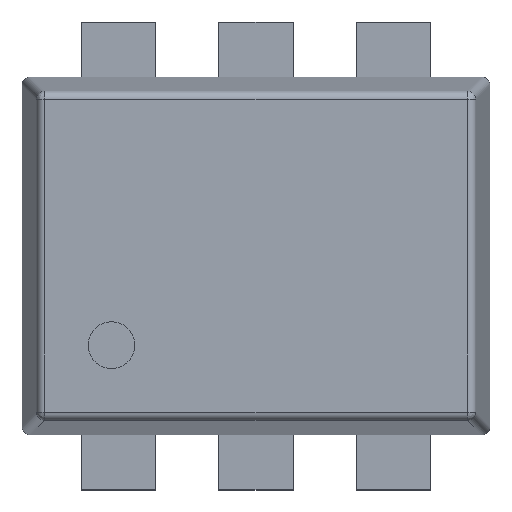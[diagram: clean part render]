
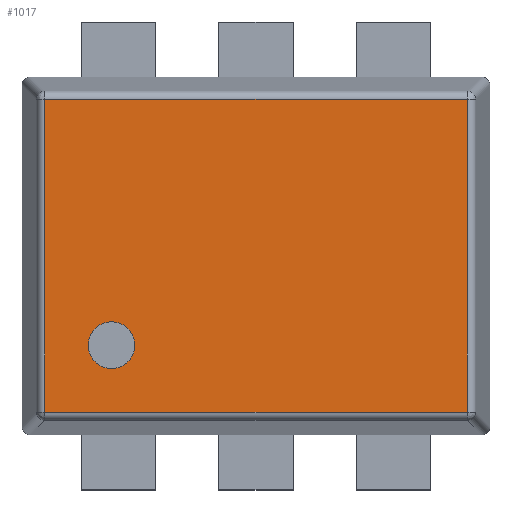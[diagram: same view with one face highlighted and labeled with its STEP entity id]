
A CAD part, top view. The second image highlights one B-rep face of the part: STEP entity #1017.
In plain terms, the highlighted planar face has unit normal (0, 0, 1).
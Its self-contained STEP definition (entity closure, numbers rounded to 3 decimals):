
#1017=ADVANCED_FACE('',(#1702,#1704),#1706,.T.);
#1702=FACE_BOUND('',#1703,.T.);
#1703=EDGE_LOOP('',(#2196,#2197,#2198,#2199));
#1704=FACE_BOUND('',#1705,.T.);
#1705=EDGE_LOOP('',(#2200));
#1706=PLANE('',#1707);
#1707=AXIS2_PLACEMENT_3D('',#1708,#1709,#1710);
#1708=CARTESIAN_POINT('',(0.,0.,0.6));
#1709=DIRECTION('',(0.,0.,1.));
#1710=DIRECTION('',(1.,0.,0.));
#2196=ORIENTED_EDGE('',*,*,#2398,.T.);
#2197=ORIENTED_EDGE('',*,*,#2437,.T.);
#2198=ORIENTED_EDGE('',*,*,#2413,.T.);
#2199=ORIENTED_EDGE('',*,*,#2438,.T.);
#2200=ORIENTED_EDGE('',*,*,#2439,.F.);
#2398=EDGE_CURVE('',#2746,#2744,#2747,.T.);
#2413=EDGE_CURVE('',#2769,#2767,#2770,.T.);
#2437=EDGE_CURVE('',#2744,#2769,#2802,.T.);
#2438=EDGE_CURVE('',#2767,#2746,#2803,.T.);
#2439=EDGE_CURVE('',#2804,#2804,#2805,.T.);
#2744=VERTEX_POINT('',#3324);
#2746=VERTEX_POINT('',#3329);
#2747=LINE('',#3330,#3331);
#2767=VERTEX_POINT('',#3387);
#2769=VERTEX_POINT('',#3392);
#2770=LINE('',#3393,#3394);
#2802=LINE('',#3482,#3483);
#2803=LINE('',#3485,#3486);
#2804=VERTEX_POINT('',#3488);
#2805=CIRCLE('',#3489,0.085);
#3324=CARTESIAN_POINT('',(-0.768,0.568,0.6));
#3329=CARTESIAN_POINT('',(0.768,0.568,0.6));
#3330=CARTESIAN_POINT('',(0.768,0.568,0.6));
#3331=VECTOR('',#3332,1.);
#3332=DIRECTION('',(-1.,0.,0.));
#3387=CARTESIAN_POINT('',(0.768,-0.568,0.6));
#3392=CARTESIAN_POINT('',(-0.768,-0.568,0.6));
#3393=CARTESIAN_POINT('',(-0.768,-0.568,0.6));
#3394=VECTOR('',#3395,1.);
#3395=DIRECTION('',(1.,0.,0.));
#3482=CARTESIAN_POINT('',(-0.768,0.568,0.6));
#3483=VECTOR('',#3484,1.);
#3484=DIRECTION('',(0.,-1.,0.));
#3485=CARTESIAN_POINT('',(0.768,-0.568,0.6));
#3486=VECTOR('',#3487,1.);
#3487=DIRECTION('',(0.,1.,0.));
#3488=CARTESIAN_POINT('',(-0.44,-0.325,0.6));
#3489=AXIS2_PLACEMENT_3D('',#3490,#3491,#3492);
#3490=CARTESIAN_POINT('',(-0.525,-0.325,0.6));
#3491=DIRECTION('',(0.,0.,1.));
#3492=DIRECTION('',(1.,0.,0.));
